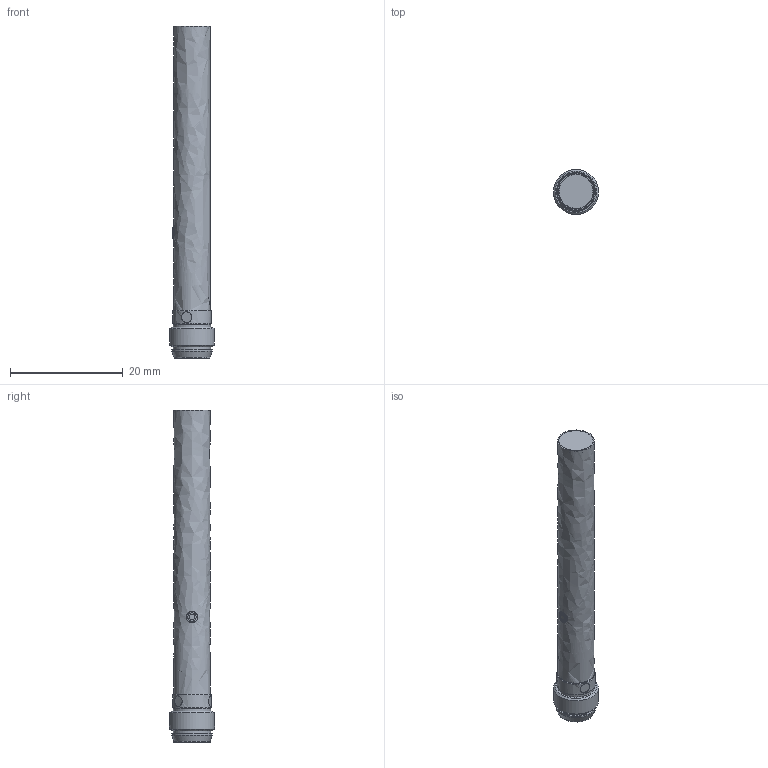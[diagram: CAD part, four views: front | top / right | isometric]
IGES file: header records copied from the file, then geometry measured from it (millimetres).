
Global section: file name: KDCT 6.5 V02 G3-T4; native system: Autodesk Inventor 2015; preprocessor: unknown; author: lck; date: 20150721.105509; units: millimetre
Bounding box: 7.99 x 8 x 59 mm (x, y, z)
Volume: 1917.9 mm3; surface area: 1578.9 mm2
Topology: 2 solids, 3 shells, 76 faces, 162 edges, 105 vertices
Faces by surface type: bspline 76
